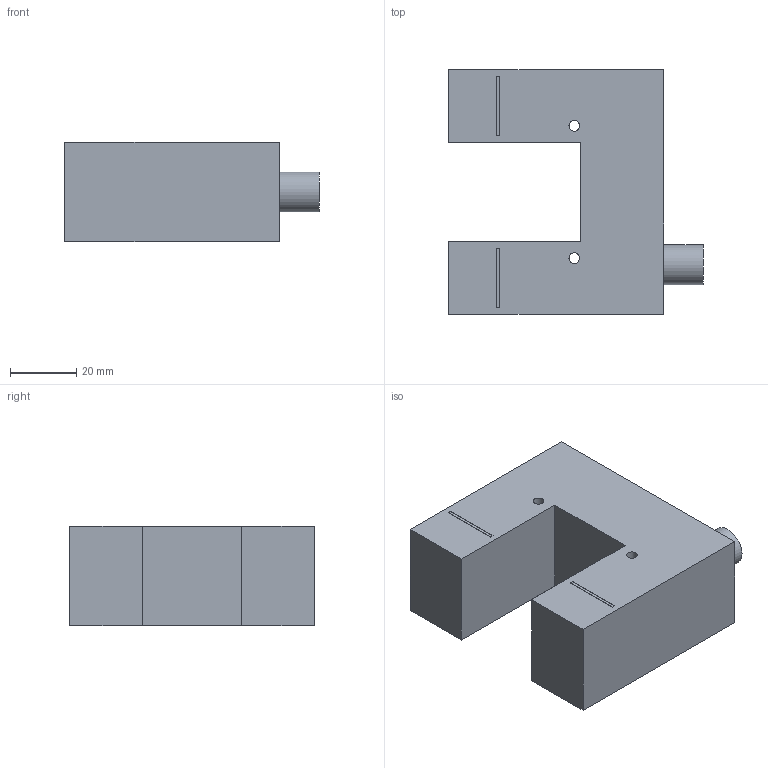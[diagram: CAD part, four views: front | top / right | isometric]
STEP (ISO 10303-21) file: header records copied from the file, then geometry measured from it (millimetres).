
FILE_DESCRIPTION(/* description */ ('Alibre Inc.'),/* implementation_level */ '2;1');
FILE_NAME(/* name */ 'export0',/* time_stamp */ '2015-01-14T23:27:49+01:00',/* author */ (''),/* organization */ (''),/* preprocessor_version */ 'ST-DEVELOPER v14',/* originating_system */ 'Alibre',/* authorisation */ '');
FILE_SCHEMA (('AUTOMOTIVE_DESIGN'));
Length unit declared in the file: centimetre
Bounding box: 77 x 74 x 30 mm (x, y, z)
Volume: 109154.7 mm3; surface area: 19005.7 mm2
Topology: 1 solids, 1 shells, 34 faces, 81 edges, 54 vertices
Faces by surface type: plane 31, cylinder 3
Full cylindrical faces by diameter (mm): 3.242 x2, 12 x1
Entity records: 996 total; most frequent: CARTESIAN_POINT 166, ORIENTED_EDGE 156, DIRECTION 121, EDGE_CURVE 78, VECTOR 72, LINE 72, VERTEX_POINT 54, EDGE_LOOP 46
